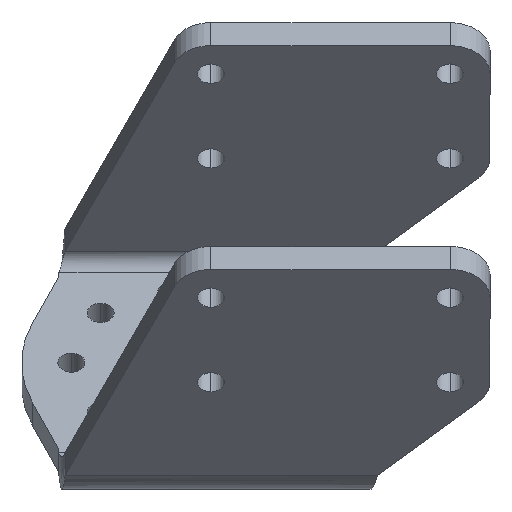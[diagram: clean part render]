
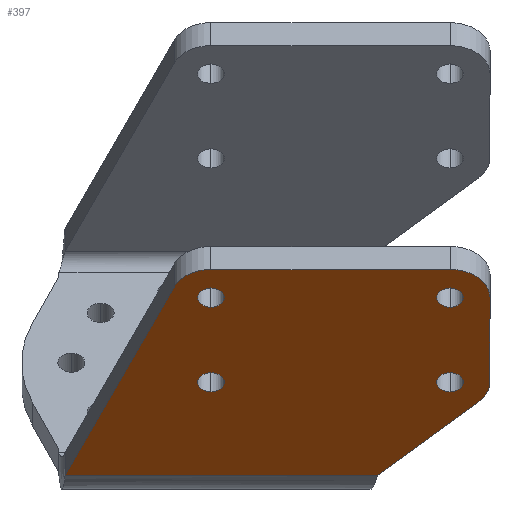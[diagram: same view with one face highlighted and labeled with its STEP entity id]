
A CAD part, front view. The second image highlights one B-rep face of the part: STEP entity #397.
In plain terms, the highlighted planar face has unit normal (0, -0.707, -0.707).
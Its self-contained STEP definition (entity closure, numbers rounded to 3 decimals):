
#28 = VERTEX_POINT ( 'NONE', #786 ) ;
#46 = VECTOR ( 'NONE', #1279, 1000. ) ;
#61 = CARTESIAN_POINT ( 'NONE',  ( 4., 34.921, 293.864 ) ) ;
#81 = ORIENTED_EDGE ( 'NONE', *, *, #2308, .F. ) ;
#101 = ORIENTED_EDGE ( 'NONE', *, *, #1693, .T. ) ;
#102 = DIRECTION ( 'NONE',  ( 0.378, -0.655, 0.655 ) ) ;
#162 = VERTEX_POINT ( 'NONE', #2143 ) ;
#163 = DIRECTION ( 'NONE',  ( 0., 0.707, -0.707 ) ) ;
#177 = CIRCLE ( 'NONE', #1929, 1.35 ) ;
#236 = AXIS2_PLACEMENT_3D ( 'NONE', #1016, #1950, #508 ) ;
#255 = DIRECTION ( 'NONE',  ( 0., 0.707, -0.707 ) ) ;
#256 = CARTESIAN_POINT ( 'NONE',  ( 32., 35.876, 292.909 ) ) ;
#274 = EDGE_LOOP ( 'NONE', ( #733, #975 ) ) ;
#280 = EDGE_LOOP ( 'NONE', ( #932, #2091 ) ) ;
#286 = LINE ( 'NONE', #1025, #1497 ) ;
#326 = EDGE_CURVE ( 'NONE', #2218, #28, #2259, .T. ) ;
#331 = CARTESIAN_POINT ( 'NONE',  ( 32., 35.876, 292.909 ) ) ;
#335 = VERTEX_POINT ( 'NONE', #1091 ) ;
#389 = ORIENTED_EDGE ( 'NONE', *, *, #1983, .F. ) ;
#391 = AXIS2_PLACEMENT_3D ( 'NONE', #1380, #2105, #632 ) ;
#397 = ADVANCED_FACE ( 'NONE', ( #1729, #1766, #1173, #976, #614 ), #2281, .T. ) ;
#414 = CARTESIAN_POINT ( 'NONE',  ( 28., 24.562, 304.223 ) ) ;
#432 = CARTESIAN_POINT ( 'NONE',  ( 4., 28.345, 300.44 ) ) ;
#443 = AXIS2_PLACEMENT_3D ( 'NONE', #2415, #2233, #2069 ) ;
#497 = ORIENTED_EDGE ( 'NONE', *, *, #961, .F. ) ;
#508 = DIRECTION ( 'NONE',  ( 0., 0.707, -0.707 ) ) ;
#510 = DIRECTION ( 'NONE',  ( 0., 0.707, -0.707 ) ) ;
#516 = DIRECTION ( 'NONE',  ( 1., 0., 0. ) ) ;
#549 = CIRCLE ( 'NONE', #391, 1.35 ) ;
#578 = EDGE_CURVE ( 'NONE', #1883, #1542, #656, .T. ) ;
#598 = ORIENTED_EDGE ( 'NONE', *, *, #1336, .F. ) ;
#608 = CARTESIAN_POINT ( 'NONE',  ( 28., 35.876, 292.909 ) ) ;
#614 = FACE_OUTER_BOUND ( 'NONE', #759, .T. ) ;
#632 = DIRECTION ( 'NONE',  ( 0., 0.707, -0.707 ) ) ;
#633 = ORIENTED_EDGE ( 'NONE', *, *, #1667, .F. ) ;
#634 = CARTESIAN_POINT ( 'NONE',  ( 4., 24.562, 304.223 ) ) ;
#656 = CIRCLE ( 'NONE', #2102, 1.35 ) ;
#668 = AXIS2_PLACEMENT_3D ( 'NONE', #608, #981, #1167 ) ;
#682 = VERTEX_POINT ( 'NONE', #414 ) ;
#710 = CARTESIAN_POINT ( 'NONE',  ( 28., 45.235, 283.55 ) ) ;
#713 = CARTESIAN_POINT ( 'NONE',  ( 4., 27.39, 301.394 ) ) ;
#733 = ORIENTED_EDGE ( 'NONE', *, *, #2212, .F. ) ;
#759 = EDGE_LOOP ( 'NONE', ( #81, #101, #598, #1642, #497, #2083, #1898, #389 ) ) ;
#769 = VERTEX_POINT ( 'NONE', #256 ) ;
#786 = CARTESIAN_POINT ( 'NONE',  ( 4., 26.436, 302.349 ) ) ;
#821 = VECTOR ( 'NONE', #1220, 1000. ) ;
#825 = CARTESIAN_POINT ( 'NONE',  ( 19.25, 46.296, 282.489 ) ) ;
#855 = DIRECTION ( 'NONE',  ( 0., -0.707, -0.707 ) ) ;
#869 = CARTESIAN_POINT ( 'NONE',  ( 4., 36.83, 291.954 ) ) ;
#871 = VERTEX_POINT ( 'NONE', #2158 ) ;
#928 = CARTESIAN_POINT ( 'NONE',  ( 28., 27.39, 301.394 ) ) ;
#932 = ORIENTED_EDGE ( 'NONE', *, *, #1313, .F. ) ;
#942 = EDGE_CURVE ( 'NONE', #2107, #2253, #1723, .T. ) ;
#961 = EDGE_CURVE ( 'NONE', #1754, #769, #1262, .T. ) ;
#975 = ORIENTED_EDGE ( 'NONE', *, *, #1339, .F. ) ;
#976 = FACE_BOUND ( 'NONE', #274, .T. ) ;
#981 = DIRECTION ( 'NONE',  ( 0., 0.707, 0.707 ) ) ;
#1016 = CARTESIAN_POINT ( 'NONE',  ( 28., 35.876, 292.909 ) ) ;
#1025 = CARTESIAN_POINT ( 'NONE',  ( -11.25, 46.296, 282.489 ) ) ;
#1028 = DIRECTION ( 'NONE',  ( 0., -0.707, -0.707 ) ) ;
#1046 = CIRCLE ( 'NONE', #1292, 4. ) ;
#1062 = CARTESIAN_POINT ( 'NONE',  ( 28., 36.83, 291.954 ) ) ;
#1068 = DIRECTION ( 'NONE',  ( 0., 0.707, -0.707 ) ) ;
#1087 = VECTOR ( 'NONE', #1068, 1000. ) ;
#1091 = CARTESIAN_POINT ( 'NONE',  ( 30.868, 37.848, 290.937 ) ) ;
#1139 = EDGE_CURVE ( 'NONE', #28, #2218, #549, .T. ) ;
#1144 = CIRCLE ( 'NONE', #443, 1.35 ) ;
#1156 = AXIS2_PLACEMENT_3D ( 'NONE', #713, #2226, #163 ) ;
#1167 = DIRECTION ( 'NONE',  ( 0., -0.707, 0.707 ) ) ;
#1173 = FACE_BOUND ( 'NONE', #1736, .T. ) ;
#1220 = DIRECTION ( 'NONE',  ( -0.697, 0.507, -0.507 ) ) ;
#1251 = EDGE_CURVE ( 'NONE', #769, #335, #1719, .T. ) ;
#1262 = LINE ( 'NONE', #331, #1087 ) ;
#1273 = AXIS2_PLACEMENT_3D ( 'NONE', #1968, #1371, #255 ) ;
#1279 = DIRECTION ( 'NONE',  ( 1., 0., 0. ) ) ;
#1282 = AXIS2_PLACEMENT_3D ( 'NONE', #2293, #1567, #1944 ) ;
#1292 = AXIS2_PLACEMENT_3D ( 'NONE', #928, #1845, #1482 ) ;
#1293 = CIRCLE ( 'NONE', #236, 1.35 ) ;
#1313 = EDGE_CURVE ( 'NONE', #2253, #2107, #1992, .T. ) ;
#1317 = DIRECTION ( 'NONE',  ( 0., -0.707, -0.707 ) ) ;
#1336 = EDGE_CURVE ( 'NONE', #335, #162, #1600, .T. ) ;
#1339 = EDGE_CURVE ( 'NONE', #2167, #2004, #1293, .T. ) ;
#1351 = CARTESIAN_POINT ( 'NONE',  ( 28., 35.876, 292.909 ) ) ;
#1371 = DIRECTION ( 'NONE',  ( 0., 0.707, 0.707 ) ) ;
#1380 = CARTESIAN_POINT ( 'NONE',  ( 4., 27.39, 301.394 ) ) ;
#1449 = LINE ( 'NONE', #2198, #2136 ) ;
#1455 = DIRECTION ( 'NONE',  ( 0., 0.707, -0.707 ) ) ;
#1469 = ORIENTED_EDGE ( 'NONE', *, *, #1139, .F. ) ;
#1482 = DIRECTION ( 'NONE',  ( 0., 0.707, -0.707 ) ) ;
#1484 = EDGE_CURVE ( 'NONE', #682, #1754, #1046, .T. ) ;
#1497 = VECTOR ( 'NONE', #102, 1000. ) ;
#1542 = VERTEX_POINT ( 'NONE', #1888 ) ;
#1565 = AXIS2_PLACEMENT_3D ( 'NONE', #2374, #1989, #510 ) ;
#1567 = DIRECTION ( 'NONE',  ( 0., -0.707, -0.707 ) ) ;
#1572 = CARTESIAN_POINT ( 'NONE',  ( 4., 35.876, 292.909 ) ) ;
#1584 = DIRECTION ( 'NONE',  ( 0., 0.707, -0.707 ) ) ;
#1600 = LINE ( 'NONE', #825, #821 ) ;
#1642 = ORIENTED_EDGE ( 'NONE', *, *, #1251, .F. ) ;
#1667 = EDGE_CURVE ( 'NONE', #1542, #1883, #1144, .T. ) ;
#1693 = EDGE_CURVE ( 'NONE', #871, #162, #2379, .T. ) ;
#1719 = CIRCLE ( 'NONE', #668, 4. ) ;
#1723 = CIRCLE ( 'NONE', #1565, 1.35 ) ;
#1729 = FACE_BOUND ( 'NONE', #280, .T. ) ;
#1736 = EDGE_LOOP ( 'NONE', ( #633, #2359 ) ) ;
#1754 = VERTEX_POINT ( 'NONE', #2348 ) ;
#1766 = FACE_BOUND ( 'NONE', #1793, .T. ) ;
#1788 = CARTESIAN_POINT ( 'NONE',  ( 0.297, 26.32, 302.465 ) ) ;
#1793 = EDGE_LOOP ( 'NONE', ( #1469, #2209 ) ) ;
#1801 = VERTEX_POINT ( 'NONE', #1788 ) ;
#1845 = DIRECTION ( 'NONE',  ( 0., 0.707, 0.707 ) ) ;
#1877 = AXIS2_PLACEMENT_3D ( 'NONE', #1572, #1028, #1584 ) ;
#1883 = VERTEX_POINT ( 'NONE', #2051 ) ;
#1887 = DIRECTION ( 'NONE',  ( 0., 0.707, -0.707 ) ) ;
#1888 = CARTESIAN_POINT ( 'NONE',  ( 28., 26.436, 302.349 ) ) ;
#1898 = ORIENTED_EDGE ( 'NONE', *, *, #2407, .F. ) ;
#1929 = AXIS2_PLACEMENT_3D ( 'NONE', #1351, #1317, #1887 ) ;
#1940 = CARTESIAN_POINT ( 'NONE',  ( 28., 34.921, 293.864 ) ) ;
#1944 = DIRECTION ( 'NONE',  ( 0., -0.707, 0.707 ) ) ;
#1950 = DIRECTION ( 'NONE',  ( 0., -0.707, -0.707 ) ) ;
#1968 = CARTESIAN_POINT ( 'NONE',  ( 4., 27.39, 301.394 ) ) ;
#1983 = EDGE_CURVE ( 'NONE', #1801, #2042, #2252, .T. ) ;
#1989 = DIRECTION ( 'NONE',  ( 0., -0.707, -0.707 ) ) ;
#1992 = CIRCLE ( 'NONE', #1877, 1.35 ) ;
#2004 = VERTEX_POINT ( 'NONE', #1940 ) ;
#2042 = VERTEX_POINT ( 'NONE', #634 ) ;
#2051 = CARTESIAN_POINT ( 'NONE',  ( 28., 28.345, 300.44 ) ) ;
#2069 = DIRECTION ( 'NONE',  ( 0., 0.707, -0.707 ) ) ;
#2083 = ORIENTED_EDGE ( 'NONE', *, *, #1484, .F. ) ;
#2091 = ORIENTED_EDGE ( 'NONE', *, *, #942, .F. ) ;
#2102 = AXIS2_PLACEMENT_3D ( 'NONE', #2185, #855, #1455 ) ;
#2105 = DIRECTION ( 'NONE',  ( 0., -0.707, -0.707 ) ) ;
#2107 = VERTEX_POINT ( 'NONE', #869 ) ;
#2136 = VECTOR ( 'NONE', #516, 1000. ) ;
#2143 = CARTESIAN_POINT ( 'NONE',  ( 20.709, 45.235, 283.55 ) ) ;
#2158 = CARTESIAN_POINT ( 'NONE',  ( -10.637, 45.235, 283.55 ) ) ;
#2167 = VERTEX_POINT ( 'NONE', #1062 ) ;
#2185 = CARTESIAN_POINT ( 'NONE',  ( 28., 27.39, 301.394 ) ) ;
#2198 = CARTESIAN_POINT ( 'NONE',  ( 28., 24.562, 304.223 ) ) ;
#2209 = ORIENTED_EDGE ( 'NONE', *, *, #326, .F. ) ;
#2212 = EDGE_CURVE ( 'NONE', #2004, #2167, #177, .T. ) ;
#2218 = VERTEX_POINT ( 'NONE', #432 ) ;
#2226 = DIRECTION ( 'NONE',  ( 0., -0.707, -0.707 ) ) ;
#2233 = DIRECTION ( 'NONE',  ( 0., -0.707, -0.707 ) ) ;
#2252 = CIRCLE ( 'NONE', #1273, 4. ) ;
#2253 = VERTEX_POINT ( 'NONE', #61 ) ;
#2259 = CIRCLE ( 'NONE', #1156, 1.35 ) ;
#2281 = PLANE ( 'NONE',  #1282 ) ;
#2293 = CARTESIAN_POINT ( 'NONE',  ( 28., 35.876, 292.909 ) ) ;
#2308 = EDGE_CURVE ( 'NONE', #871, #1801, #286, .T. ) ;
#2348 = CARTESIAN_POINT ( 'NONE',  ( 32., 27.39, 301.394 ) ) ;
#2359 = ORIENTED_EDGE ( 'NONE', *, *, #578, .F. ) ;
#2374 = CARTESIAN_POINT ( 'NONE',  ( 4., 35.876, 292.909 ) ) ;
#2379 = LINE ( 'NONE', #710, #46 ) ;
#2407 = EDGE_CURVE ( 'NONE', #2042, #682, #1449, .T. ) ;
#2415 = CARTESIAN_POINT ( 'NONE',  ( 28., 27.39, 301.394 ) ) ;
